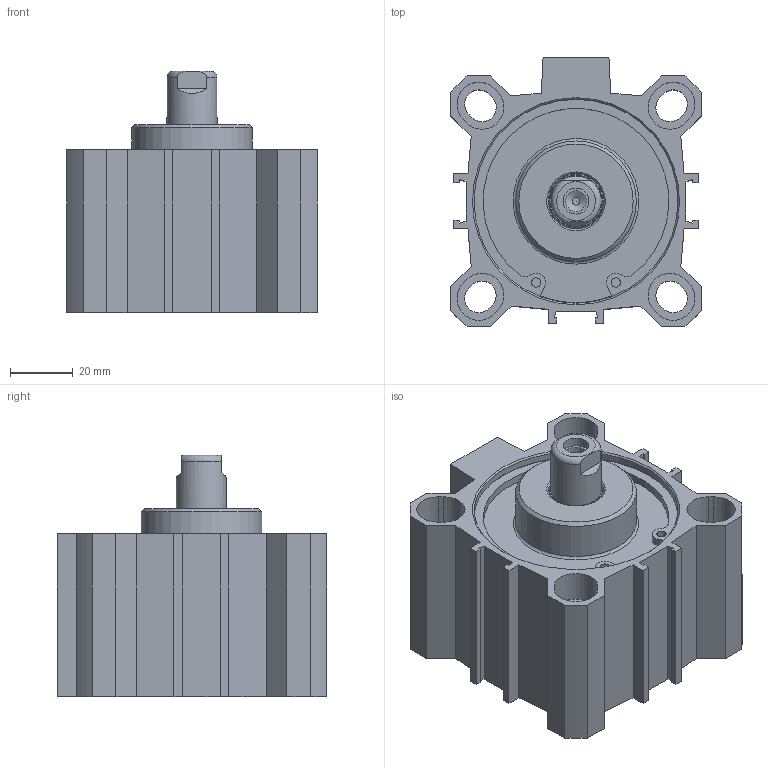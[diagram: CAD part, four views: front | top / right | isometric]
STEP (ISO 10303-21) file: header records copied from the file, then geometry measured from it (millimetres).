
FILE_DESCRIPTION((''),'2;1');
FILE_NAME('FSEM063.010.GS.F.stp','2014-07-01T15:32:59',('carlo.corazza'),(''),'Autodesk Inventor 2012','Autodesk Inventor 2012','');
FILE_SCHEMA(('AUTOMOTIVE_DESIGN { 1 0 10303 214 1 1 1 1 }'));
Length unit declared in the file: millimetre
Products named in the file (5): FSEM063..GS.F; CORPO-010; TA; TP; STELO-010
Assembly tree (4 placements, depth 2):
  FSEM063..GS.F
    CORPO-010
    TA
    TP
    STELO-010
Bounding box: 80 x 86 x 77 mm (x, y, z)
Volume: 136628.5 mm3; surface area: 68427.5 mm2
Topology: 4 solids, 5 shells, 236 faces, 578 edges, 372 vertices
Faces by surface type: plane 130, cylinder 68, cone 28, torus 10
Full cylindrical faces by diameter (mm): 3 x4, 3.2 x2, 6.647 x2, 8.25 x1, 8.566 x2, 16 x1, 16.54 x1, 17.7 x1, 18 x1, 20.32 x1, 20.5 x1, 38.5 x1, 47 x1, 63 x1, 64.7 x4, 65.1 x2, 68.2 x2
Entity records: 7043 total; most frequent: CARTESIAN_POINT 1241, DIRECTION 1156, ORIENTED_EDGE 1004, EDGE_CURVE 502, AXIS2_PLACEMENT_3D 419, VERTEX_POINT 360, EDGE_LOOP 338, VECTOR 318
